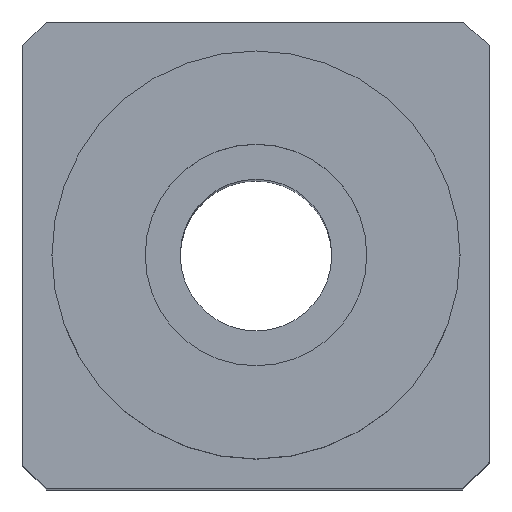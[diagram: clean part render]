
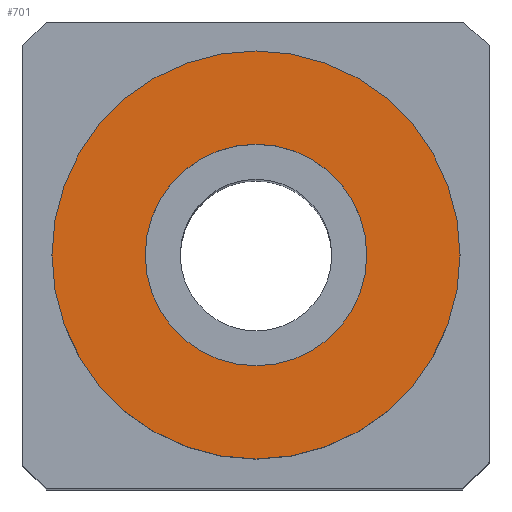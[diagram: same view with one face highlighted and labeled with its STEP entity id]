
A CAD part, top view. The second image highlights one B-rep face of the part: STEP entity #701.
In plain terms, the highlighted planar face has unit normal (0, 0, 1).
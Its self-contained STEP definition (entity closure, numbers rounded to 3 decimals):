
#11 = AXIS2_PLACEMENT_3D ( 'NONE', #529, #867, #731 ) ;
#32 = DIRECTION ( 'NONE',  ( 0., 0., 1. ) ) ;
#71 = CARTESIAN_POINT ( 'NONE',  ( 17.5, 0., 90. ) ) ;
#87 = EDGE_CURVE ( 'NONE', #540, #127, #427, .T. ) ;
#100 = DIRECTION ( 'NONE',  ( 1., 0., 0. ) ) ;
#127 = VERTEX_POINT ( 'NONE', #779 ) ;
#139 = CIRCLE ( 'NONE', #639, 9.5 ) ;
#146 = DIRECTION ( 'NONE',  ( 1., 0., 0. ) ) ;
#160 = AXIS2_PLACEMENT_3D ( 'NONE', #306, #441, #100 ) ;
#184 = CARTESIAN_POINT ( 'NONE',  ( -17.5, 0., 90. ) ) ;
#234 = CIRCLE ( 'NONE', #723, 17.5 ) ;
#260 = ORIENTED_EDGE ( 'NONE', *, *, #87, .F. ) ;
#265 = EDGE_CURVE ( 'NONE', #825, #670, #802, .T. ) ;
#279 = FACE_BOUND ( 'NONE', #330, .T. ) ;
#287 = PLANE ( 'NONE',  #681 ) ;
#306 = CARTESIAN_POINT ( 'NONE',  ( 0., 0., 90. ) ) ;
#330 = EDGE_LOOP ( 'NONE', ( #593, #260 ) ) ;
#354 = DIRECTION ( 'NONE',  ( 0., 0., 1. ) ) ;
#420 = FACE_OUTER_BOUND ( 'NONE', #543, .T. ) ;
#427 = CIRCLE ( 'NONE', #160, 9.5 ) ;
#439 = CARTESIAN_POINT ( 'NONE',  ( -9.5, 0., 90. ) ) ;
#441 = DIRECTION ( 'NONE',  ( 0., 0., 1. ) ) ;
#482 = ORIENTED_EDGE ( 'NONE', *, *, #265, .T. ) ;
#484 = CARTESIAN_POINT ( 'NONE',  ( 0., 0., 90. ) ) ;
#501 = EDGE_CURVE ( 'NONE', #670, #825, #234, .T. ) ;
#529 = CARTESIAN_POINT ( 'NONE',  ( 0., 0., 90. ) ) ;
#540 = VERTEX_POINT ( 'NONE', #439 ) ;
#543 = EDGE_LOOP ( 'NONE', ( #482, #873 ) ) ;
#593 = ORIENTED_EDGE ( 'NONE', *, *, #869, .F. ) ;
#597 = CARTESIAN_POINT ( 'NONE',  ( 0., 0., 90. ) ) ;
#626 = DIRECTION ( 'NONE',  ( 1., 0., 0. ) ) ;
#639 = AXIS2_PLACEMENT_3D ( 'NONE', #597, #32, #718 ) ;
#670 = VERTEX_POINT ( 'NONE', #71 ) ;
#681 = AXIS2_PLACEMENT_3D ( 'NONE', #884, #354, #626 ) ;
#701 = ADVANCED_FACE ( 'NONE', ( #279, #420 ), #287, .T. ) ;
#718 = DIRECTION ( 'NONE',  ( 1., 0., 0. ) ) ;
#723 = AXIS2_PLACEMENT_3D ( 'NONE', #484, #754, #146 ) ;
#731 = DIRECTION ( 'NONE',  ( 1., 0., 0. ) ) ;
#754 = DIRECTION ( 'NONE',  ( 0., 0., 1. ) ) ;
#779 = CARTESIAN_POINT ( 'NONE',  ( 9.5, 0., 90. ) ) ;
#802 = CIRCLE ( 'NONE', #11, 17.5 ) ;
#825 = VERTEX_POINT ( 'NONE', #184 ) ;
#867 = DIRECTION ( 'NONE',  ( 0., 0., 1. ) ) ;
#869 = EDGE_CURVE ( 'NONE', #127, #540, #139, .T. ) ;
#873 = ORIENTED_EDGE ( 'NONE', *, *, #501, .T. ) ;
#884 = CARTESIAN_POINT ( 'NONE',  ( 0., 0., 90. ) ) ;
